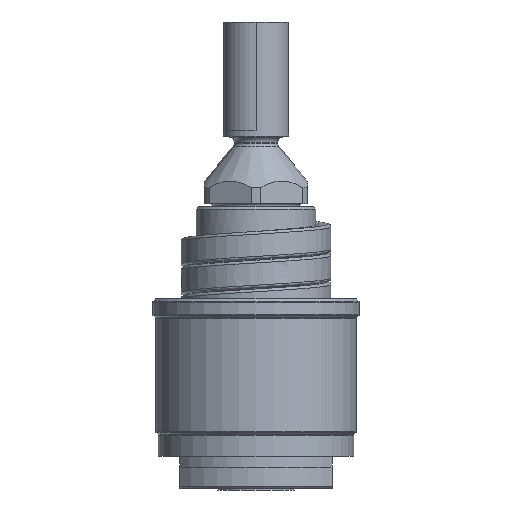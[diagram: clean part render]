
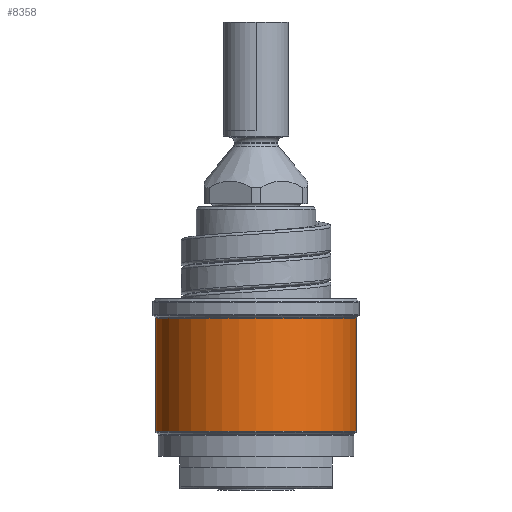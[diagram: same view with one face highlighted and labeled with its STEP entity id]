
A CAD part, front view. The second image highlights one B-rep face of the part: STEP entity #8358.
In plain terms, the highlighted cylindrical face has radius 18.5 mm (diameter 37 mm), a partial arc.
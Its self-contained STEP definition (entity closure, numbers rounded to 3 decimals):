
#2430=CARTESIAN_POINT('',(0.,0.,10.583));
#2431=DIRECTION('',(0.,0.,1.));
#2432=DIRECTION('',(-1.,0.,0.));
#2433=AXIS2_PLACEMENT_3D('',#2430,#2431,#2432);
#2435=DIRECTION('',(0.,0.,-1.));
#2436=VECTOR('',#2435,20.834);
#2437=CARTESIAN_POINT('',(-18.5,0.,31.417));
#2438=LINE('',#2437,#2436);
#2439=CARTESIAN_POINT('',(0.,0.,31.417));
#2440=DIRECTION('',(0.,0.,1.));
#2441=DIRECTION('',(-1.,0.,0.));
#2442=AXIS2_PLACEMENT_3D('',#2439,#2440,#2441);
#2444=DIRECTION('',(0.,0.,-1.));
#2445=VECTOR('',#2444,20.834);
#2446=CARTESIAN_POINT('',(18.5,0.,31.417));
#2447=LINE('',#2446,#2445);
#4985=CARTESIAN_POINT('',(18.5,0.,31.417));
#4986=CARTESIAN_POINT('',(-18.5,0.,31.417));
#4987=VERTEX_POINT('',#4985);
#4988=VERTEX_POINT('',#4986);
#5011=CARTESIAN_POINT('',(18.5,0.,10.583));
#5012=VERTEX_POINT('',#5011);
#5013=CARTESIAN_POINT('',(-18.5,0.,10.583));
#5014=VERTEX_POINT('',#5013);
#8346=CARTESIAN_POINT('',(0.,0.,8.75));
#8347=DIRECTION('',(0.,0.,1.));
#8348=DIRECTION('',(-1.,0.,0.));
#8349=AXIS2_PLACEMENT_3D('',#8346,#8347,#8348);
#8350=CYLINDRICAL_SURFACE('',#8349,18.5);
#8351=ORIENTED_EDGE('',*,*,#6827,.F.);
#8352=ORIENTED_EDGE('',*,*,#6808,.F.);
#8354=ORIENTED_EDGE('',*,*,#8353,.T.);
#8355=ORIENTED_EDGE('',*,*,#6804,.T.);
#8356=EDGE_LOOP('',(#8351,#8352,#8354,#8355));
#8357=FACE_OUTER_BOUND('',#8356,.F.);
#2434=CIRCLE('',#2433,18.5);
#2443=CIRCLE('',#2442,18.5);
#6804=EDGE_CURVE('',#4987,#5012,#2447,.T.);
#6808=EDGE_CURVE('',#4988,#5014,#2438,.T.);
#6827=EDGE_CURVE('',#5014,#5012,#2434,.T.);
#8353=EDGE_CURVE('',#4988,#4987,#2443,.T.);
#8358=ADVANCED_FACE('',(#8357),#8350,.T.);
